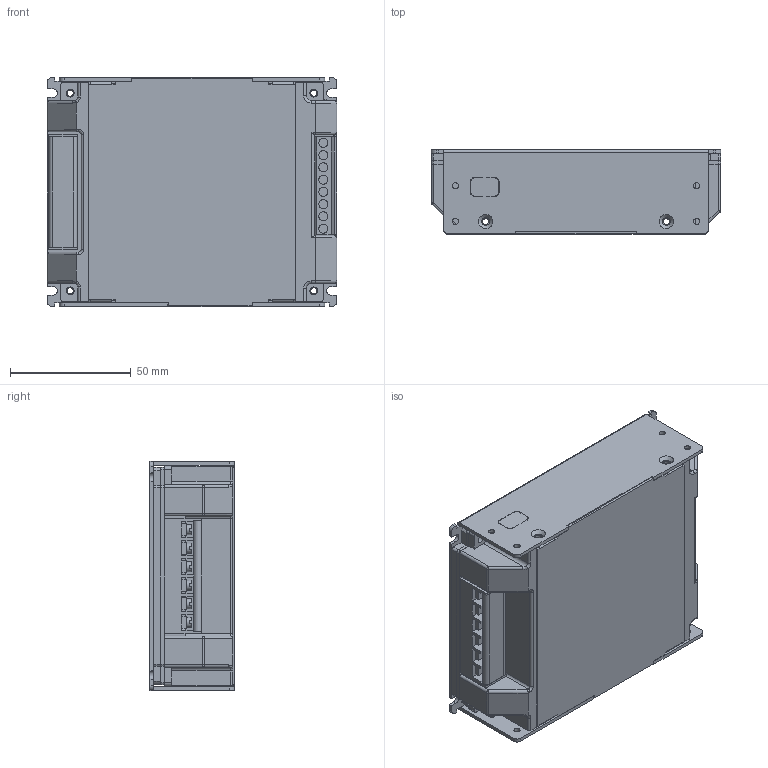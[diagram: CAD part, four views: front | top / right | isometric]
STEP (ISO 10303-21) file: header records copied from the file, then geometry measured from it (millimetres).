
FILE_DESCRIPTION(/* description */ ('','CAx-IF Rec.Pracs.---Representation and Presentation of Product Manufacturing Information (PMI)---4.0---2014-10-13'),/* implementation_level */ '2;1');
FILE_NAME(/* name */ '',/* time_stamp */ '2025-03-21T18:50:46+08:00',/* author */ (''),/* organization */ (''),/* preprocessor_version */ 'ST-DEVELOPER v20',/* originating_system */ 'Autodesk Translation Framework v13.20.0.188',/* authorisation */ '');
FILE_SCHEMA (('AP242_MANAGED_MODEL_BASED_3D_ENGINEERING_MIM_LF { 1 0 10303 442 1 1 4 }'));
Length unit declared in the file: millimetre
Products named in the file (12): LDO-LCP电源对外3D图; TopShell; EP2300_ASM; EP2300_PCBA_ASM; PCB; EP2300_HS; AC_CONNECTOR_ASM; AC_CONNECTOR; CAP; DC_CASE; AC_CASE; DOOR_BOTOOM_SEAL
Assembly tree (12 placements, depth 4):
  LDO-LCP电源对外3D图
    TopShell
    EP2300_ASM
      EP2300_PCBA_ASM
        PCB
        EP2300_HS
      AC_CONNECTOR_ASM
        AC_CONNECTOR
        CAP
    DOOR_BOTOOM_SEAL  x2
    DC_CASE
    AC_CASE
Bounding box: 120 x 35 x 95 mm (x, y, z)
Volume: 80333.2 mm3; surface area: 107295.8 mm2
Topology: 10 solids, 10 shells, 776 faces, 2062 edges, 1343 vertices
Faces by surface type: plane 552, cylinder 192, bspline 14, sphere 8, torus 6, cone 4
Full cylindrical faces by diameter (mm): 2.25 x2, 2.529 x21, 3.2 x8, 3.3 x4, 3.8 x8, 4.2 x10, 5.4 x4, 5.6 x4, 6.3 x2
Entity records: 24026 total; most frequent: CARTESIAN_POINT 4517, ORIENTED_EDGE 4004, DIRECTION 3890, EDGE_CURVE 2002, LINE 1584, VECTOR 1584, VERTEX_POINT 1303, AXIS2_PLACEMENT_3D 1153
